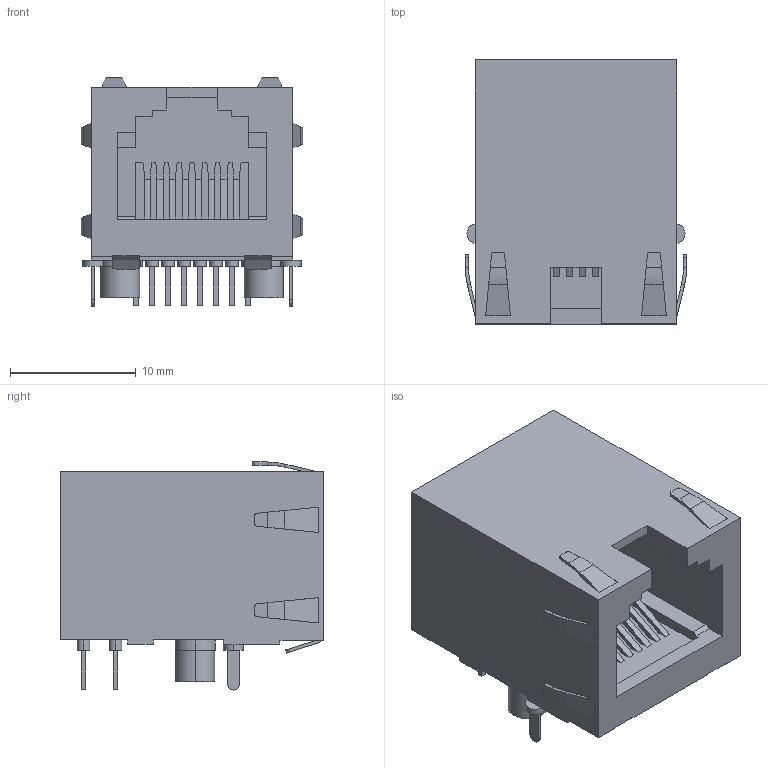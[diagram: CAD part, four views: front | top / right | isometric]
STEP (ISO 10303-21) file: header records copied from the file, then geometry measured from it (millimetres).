
FILE_DESCRIPTION(('Creo Elements/Direct Modeling STEP Export'),'2;1');
FILE_NAME('model.stp','2019-01-17T15:13:46',(''),(''),'Creo Elements/Direct Modeling STEP processor for AP214 (Solid Model)','Creo Elements/Direct Modeling 18.1I 14-Aug-2016 (C) Parametric Technology GmbH','');
FILE_SCHEMA(('AUTOMOTIVE_DESIGN { 1 0 10303 214 1 1 1 1 }'));
Length unit declared in the file: millimetre
Products named in the file (2): VS-08-BU-RJ45-6_LH-1.1; VS-08-BU-RJ45-6_LH-1
Assembly tree (1 placements, depth 2):
  VS-08-BU-RJ45-6_LH-1
    VS-08-BU-RJ45-6_LH-1.1
Bounding box: 17.6 x 21 x 18.15 mm (x, y, z)
Volume: 3293.2 mm3; surface area: 2771.2 mm2
Topology: 1 solids, 1 shells, 366 faces, 1004 edges, 644 vertices
Faces by surface type: plane 282, cylinder 72, extrusion 12
Entity records: 14160 total; most frequent: CARTESIAN_POINT 2308, ORIENTED_EDGE 2008, DIRECTION 1591, EDGE_CURVE 1004, VECTOR 801, LINE 789, VERTEX_POINT 644, EDGE_LOOP 402
